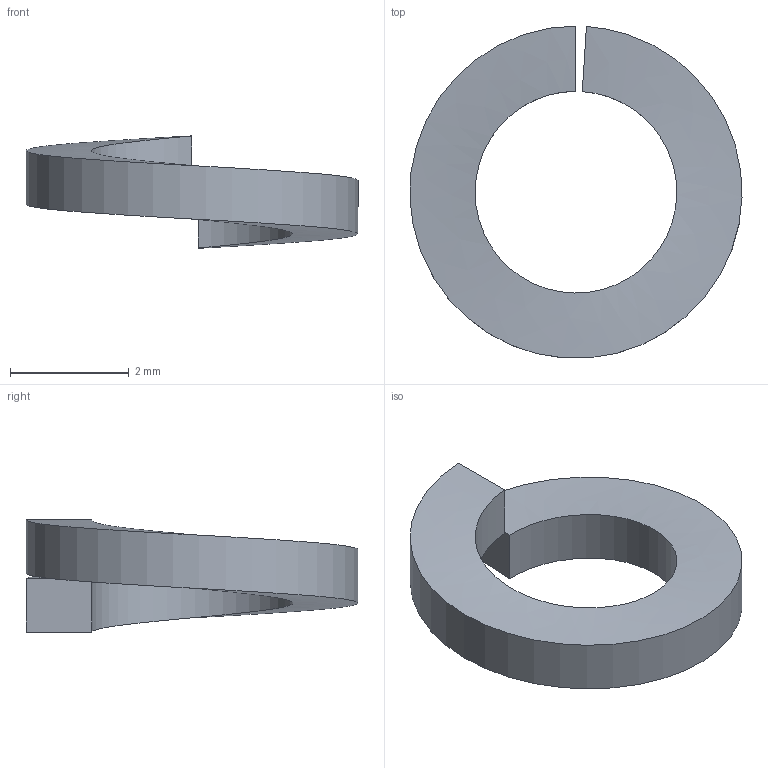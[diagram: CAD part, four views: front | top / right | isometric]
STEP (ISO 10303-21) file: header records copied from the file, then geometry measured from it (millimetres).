
FILE_DESCRIPTION (( 'STEP AP214' ), '1' );
FILE_NAME ('Grower washer.STEP', '2015-10-21T02:01:50', ( '' ), ( '' ), 'SwSTEP 2.0', 'SolidWorks 2015', '' );
FILE_SCHEMA (( 'AUTOMOTIVE_DESIGN' ));
Length unit declared in the file: inch
Products named in the file (1): Grower washer
Bounding box: 5.6 x 5.59 x 1.89 mm (x, y, z)
Volume: 13.9 mm3; surface area: 58.1 mm2
Topology: 1 solids, 1 shells, 6 faces, 12 edges, 8 vertices
Faces by surface type: bspline 4, plane 2
Entity records: 370 total; most frequent: CARTESIAN_POINT 245, ORIENTED_EDGE 24, EDGE_CURVE 12, B_SPLINE_CURVE_WITH_KNOTS 8, VERTEX_POINT 8, DIRECTION 6, ADVANCED_FACE 6, FACE_OUTER_BOUND 6
